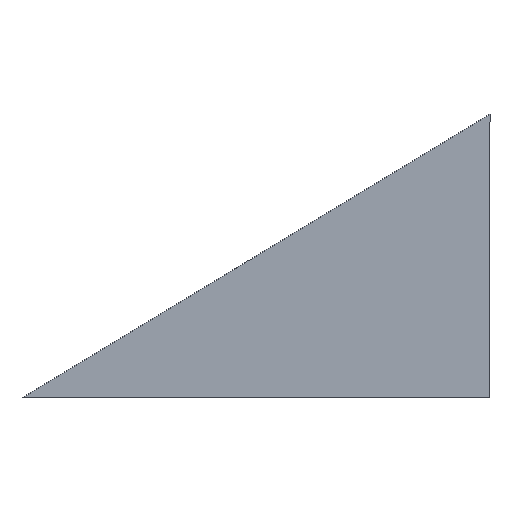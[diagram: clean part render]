
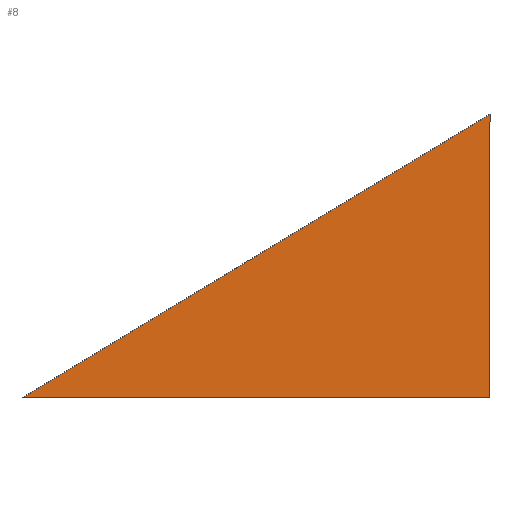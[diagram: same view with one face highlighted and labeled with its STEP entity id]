
A CAD part, front view. The second image highlights one B-rep face of the part: STEP entity #8.
In plain terms, the highlighted planar face has unit normal (0, -1, 0).
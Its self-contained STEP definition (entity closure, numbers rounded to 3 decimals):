
#4 = EDGE_CURVE ( 'NONE', #63, #41, #44, .T. ) ;
#5 = EDGE_CURVE ( 'NONE', #41, #107, #64, .T. ) ;
#8 = ADVANCED_FACE ( 'NONE', ( #193 ), #39, .T. ) ;
#16 = EDGE_CURVE ( 'NONE', #107, #63, #57, .T. ) ;
#34 = DIRECTION ( 'NONE',  ( -1., 0., 0. ) ) ;
#35 = DIRECTION ( 'NONE',  ( 0., 0., -1. ) ) ;
#36 = ORIENTED_EDGE ( 'NONE', *, *, #4, .F. ) ;
#39 = PLANE ( 'NONE',  #185 ) ;
#41 = VERTEX_POINT ( 'NONE', #111 ) ;
#44 = LINE ( 'NONE', #45, #178 ) ;
#45 = CARTESIAN_POINT ( 'NONE',  ( 22.104, 0., -32.176 ) ) ;
#48 = CARTESIAN_POINT ( 'NONE',  ( -59.522, 0., -32.176 ) ) ;
#52 = EDGE_LOOP ( 'NONE', ( #98, #67, #36 ) ) ;
#57 = LINE ( 'NONE', #66, #181 ) ;
#61 = DIRECTION ( 'NONE',  ( 0., 0., -1. ) ) ;
#63 = VERTEX_POINT ( 'NONE', #112 ) ;
#64 = LINE ( 'NONE', #48, #157 ) ;
#66 = CARTESIAN_POINT ( 'NONE',  ( -59.522, 0., -32.176 ) ) ;
#67 = ORIENTED_EDGE ( 'NONE', *, *, #5, .F. ) ;
#75 = DIRECTION ( 'NONE',  ( 0., -1., 0. ) ) ;
#82 = CARTESIAN_POINT ( 'NONE',  ( 0., 0., 0. ) ) ;
#98 = ORIENTED_EDGE ( 'NONE', *, *, #16, .F. ) ;
#107 = VERTEX_POINT ( 'NONE', #114 ) ;
#109 = DIRECTION ( 'NONE',  ( 0.855, 0., 0.518 ) ) ;
#111 = CARTESIAN_POINT ( 'NONE',  ( 22.104, 0., -32.176 ) ) ;
#112 = CARTESIAN_POINT ( 'NONE',  ( 22.104, 0., 17.318 ) ) ;
#114 = CARTESIAN_POINT ( 'NONE',  ( -59.522, 0., -32.176 ) ) ;
#157 = VECTOR ( 'NONE', #34, 1000. ) ;
#178 = VECTOR ( 'NONE', #61, 1000. ) ;
#181 = VECTOR ( 'NONE', #109, 1000. ) ;
#185 = AXIS2_PLACEMENT_3D ( 'NONE', #82, #75, #35 ) ;
#193 = FACE_OUTER_BOUND ( 'NONE', #52, .T. ) ;
